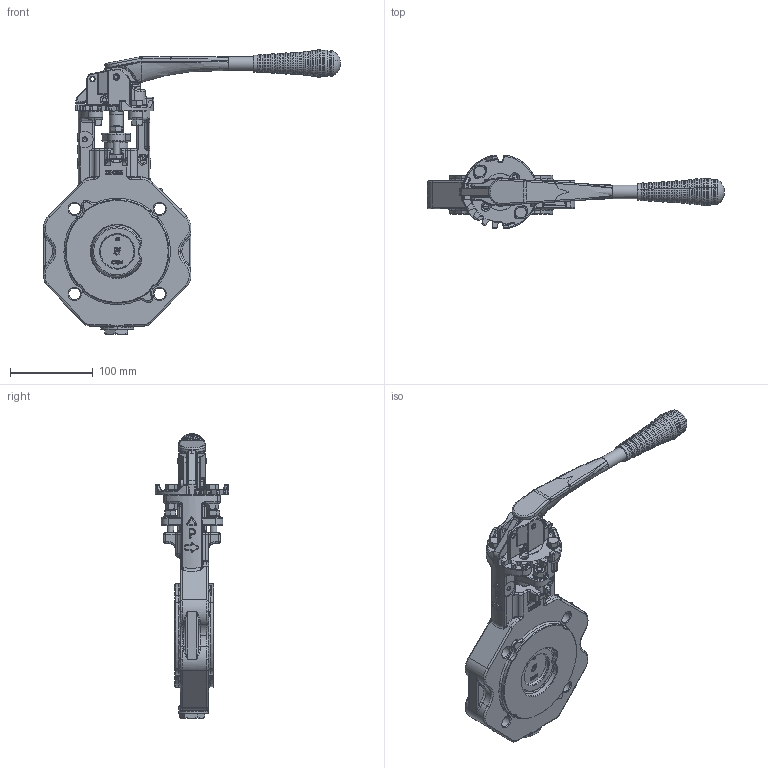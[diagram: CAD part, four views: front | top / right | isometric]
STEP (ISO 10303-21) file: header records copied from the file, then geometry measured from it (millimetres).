
FILE_DESCRIPTION(('HOOPS Exchange Step'),'2;1');
FILE_NAME('AK12_DN65_PN10-40_Hebel.stp','2024-11-22T10:25:28+01:00',('nieru'),('Unknown organisation'),'HOOPS Exchange 2024.2','HOOPS Exchange','Unknown authorisation');
FILE_SCHEMA( ('AP203_CONFIGURATION_CONTROLLED_3D_DESIGN_OF_MECHANICAL_PARTS_AND_ASSEMBLIES_MIM_LF') );
Length unit declared in the file: millimetre
Products named in the file (4): 0; root
Assembly tree (3 placements, depth 3):
  root
    0
    0
      0
Bounding box: 358.22 x 89.18 x 343.25 mm (x, y, z)
Volume: 1310660.4 mm3; surface area: 227584.8 mm2
Topology: 31 solids, 31 shells, 3389 faces, 8032 edges, 4601 vertices
Faces by surface type: bspline 1268, cylinder 852, plane 578, torus 443, cone 180, sphere 43, extrusion 25
Full cylindrical faces by diameter (mm): 2.5 x2, 3.091 x1, 4.812 x1, 5 x1, 5.661 x1, 6.8 x4, 8 x6, 9 x8, 9.199 x1, 9.5 x1, 11.5 x1, 13 x2, 14 x4, 15.643 x2, 16 x3, 16.82 x1, 18 x3, 18.801 x1, 27.5 x1, 42.2 x1, 69.115 x2
Entity records: 268992 total; most frequent: CARTESIAN_POINT 200154, ORIENTED_EDGE 15754, DIRECTION 11440, EDGE_CURVE 7877, VERTEX_POINT 4601, AXIS2_PLACEMENT_3D 4576, EDGE_LOOP 3520, FACE_BOUND 3520
